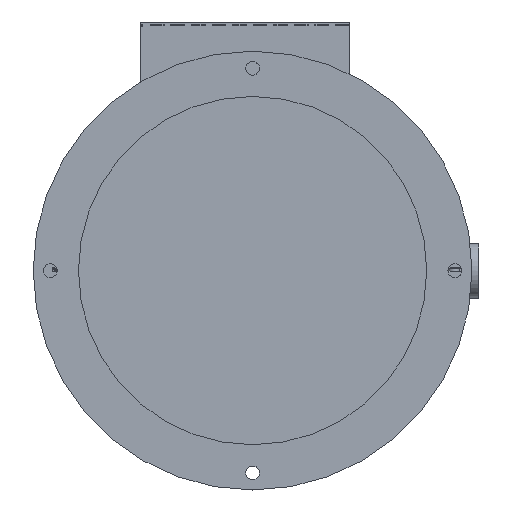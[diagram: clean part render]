
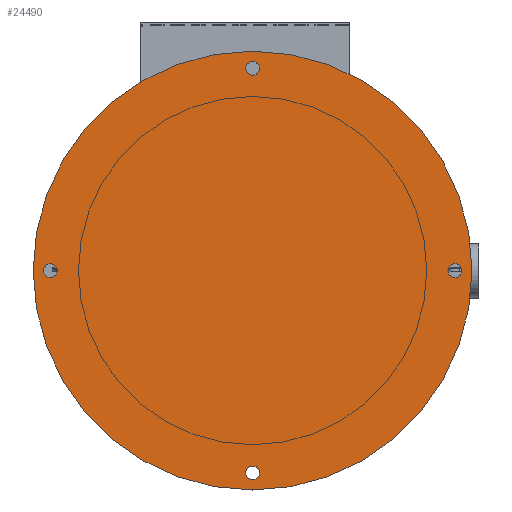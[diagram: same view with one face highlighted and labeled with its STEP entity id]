
A CAD part, front view. The second image highlights one B-rep face of the part: STEP entity #24490.
In plain terms, the highlighted planar face has unit normal (0, -1, 0).
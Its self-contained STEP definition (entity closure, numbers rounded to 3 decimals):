
#501=PLANE('',#26078);
#947=FACE_BOUND('',#5606,.T.);
#948=FACE_BOUND('',#5607,.T.);
#949=FACE_BOUND('',#5608,.T.);
#950=FACE_BOUND('',#5609,.T.);
#4121=FACE_OUTER_BOUND('',#5605,.T.);
#5605=EDGE_LOOP('',(#15754,#15755));
#5606=EDGE_LOOP('',(#15756));
#5607=EDGE_LOOP('',(#15757));
#5608=EDGE_LOOP('',(#15758));
#5609=EDGE_LOOP('',(#15759));
#7236=CIRCLE('',#26033,0.5);
#7238=CIRCLE('',#26036,0.5);
#7240=CIRCLE('',#26039,0.5);
#7242=CIRCLE('',#26042,0.5);
#7263=CIRCLE('',#26076,16.);
#7264=CIRCLE('',#26077,16.);
#9602=VERTEX_POINT('',#36690);
#9604=VERTEX_POINT('',#36696);
#9606=VERTEX_POINT('',#36702);
#9608=VERTEX_POINT('',#36708);
#9641=VERTEX_POINT('',#36893);
#9642=VERTEX_POINT('',#36894);
#11943=EDGE_CURVE('',#9602,#9602,#7236,.T.);
#11946=EDGE_CURVE('',#9604,#9604,#7238,.T.);
#11949=EDGE_CURVE('',#9606,#9606,#7240,.T.);
#11952=EDGE_CURVE('',#9608,#9608,#7242,.T.);
#12000=EDGE_CURVE('',#9641,#9642,#7263,.T.);
#12001=EDGE_CURVE('',#9642,#9641,#7264,.T.);
#15754=ORIENTED_EDGE('',*,*,#12000,.T.);
#15755=ORIENTED_EDGE('',*,*,#12001,.T.);
#15756=ORIENTED_EDGE('',*,*,#11943,.T.);
#15757=ORIENTED_EDGE('',*,*,#11946,.T.);
#15758=ORIENTED_EDGE('',*,*,#11949,.T.);
#15759=ORIENTED_EDGE('',*,*,#11952,.T.);
#24490=ADVANCED_FACE('',(#4121,#947,#948,#949,#950),#501,.T.);
#26033=AXIS2_PLACEMENT_3D('',#36692,#29083,#29084);
#26036=AXIS2_PLACEMENT_3D('',#36698,#29090,#29091);
#26039=AXIS2_PLACEMENT_3D('',#36704,#29097,#29098);
#26042=AXIS2_PLACEMENT_3D('',#36710,#29104,#29105);
#26076=AXIS2_PLACEMENT_3D('',#36895,#29191,#29192);
#26077=AXIS2_PLACEMENT_3D('',#36896,#29193,#29194);
#26078=AXIS2_PLACEMENT_3D('',#36898,#29196,#29197);
#29083=DIRECTION('center_axis',(0.,1.,0.));
#29084=DIRECTION('ref_axis',(-1.,0.,0.));
#29090=DIRECTION('center_axis',(0.,1.,0.));
#29091=DIRECTION('ref_axis',(-1.,0.,0.));
#29097=DIRECTION('center_axis',(0.,1.,0.));
#29098=DIRECTION('ref_axis',(-1.,0.,0.));
#29104=DIRECTION('center_axis',(0.,1.,0.));
#29105=DIRECTION('ref_axis',(-1.,0.,0.));
#29191=DIRECTION('center_axis',(0.,-1.,0.));
#29192=DIRECTION('ref_axis',(1.,0.,0.));
#29193=DIRECTION('center_axis',(0.,-1.,0.));
#29194=DIRECTION('ref_axis',(1.,0.,0.));
#29196=DIRECTION('center_axis',(0.,-1.,0.));
#29197=DIRECTION('ref_axis',(0.,0.,
-1.));
#36690=CARTESIAN_POINT('',(-10.472,-348.17,12.021));
#36692=CARTESIAN_POINT('Origin',(-10.972,-348.17,12.021));
#36696=CARTESIAN_POINT('',(-10.472,-348.17,-17.479));
#36698=CARTESIAN_POINT('Origin',(-10.972,-348.17,-17.479));
#36702=CARTESIAN_POINT('',(-25.222,-348.17,-2.729));
#36704=CARTESIAN_POINT('Origin',(-25.722,-348.17,-2.729));
#36708=CARTESIAN_POINT('',(4.278,-348.17,-2.729));
#36710=CARTESIAN_POINT('Origin',(3.778,-348.17,-2.729));
#36893=CARTESIAN_POINT('',(5.028,-348.17,-2.729));
#36894=CARTESIAN_POINT('',(-26.972,-348.17,-2.729));
#36895=CARTESIAN_POINT('Origin',(-10.972,-348.17,-2.729));
#36896=CARTESIAN_POINT('Origin',(-10.972,-348.17,-2.729));
#36898=CARTESIAN_POINT('Origin',(-10.972,-348.17,-2.729));
